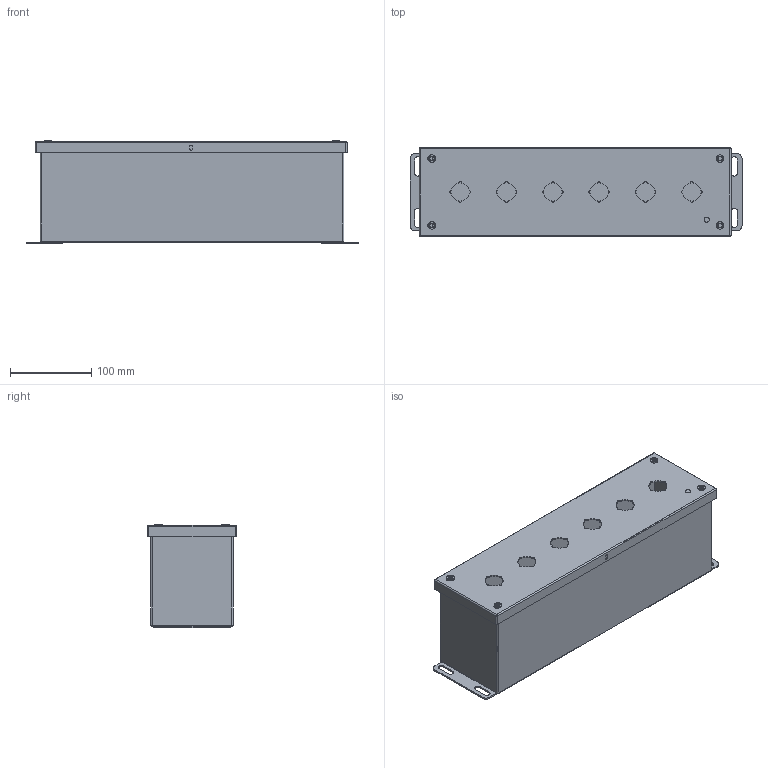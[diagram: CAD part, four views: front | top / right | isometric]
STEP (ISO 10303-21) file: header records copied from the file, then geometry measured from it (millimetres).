
FILE_DESCRIPTION (( 'STEP AP214' ), '1' );
FILE_NAME ('SCE-6PBXVLI.STEP', '2023-07-26T16:41:16', ( '' ), ( '' ), 'SwSTEP 2.0', 'SolidWorks 2021', '' );
FILE_SCHEMA (( 'AUTOMOTIVE_DESIGN' ));
Length unit declared in the file: inch
Products named in the file (1): SCE-6PBXVLI
Bounding box: 409.57 x 109.54 x 127.9 mm (x, y, z)
Volume: 349705.7 mm3; surface area: 448497.9 mm2
Topology: 3 solids, 3 shells, 524 faces, 1377 edges, 858 vertices
Faces by surface type: cylinder 285, plane 155, torus 40, sphere 24, cone 20
Full cylindrical faces by diameter (mm): 6.756 x2, 8.052 x4
Entity records: 16339 total; most frequent: DIRECTION 3075, CARTESIAN_POINT 2850, ORIENTED_EDGE 2694, EDGE_CURVE 1347, AXIS2_PLACEMENT_3D 1243, VERTEX_POINT 858, CIRCLE 718, EDGE_LOOP 607
